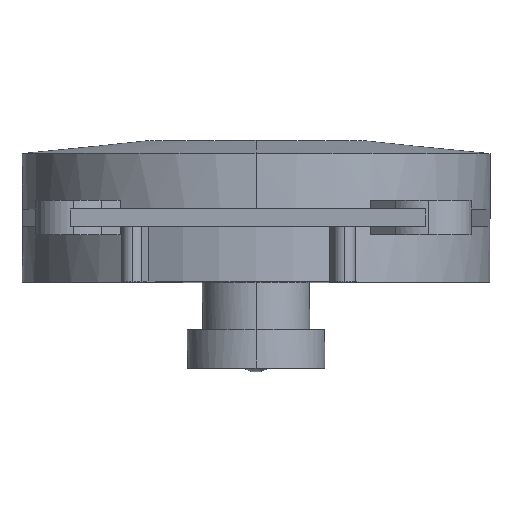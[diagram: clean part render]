
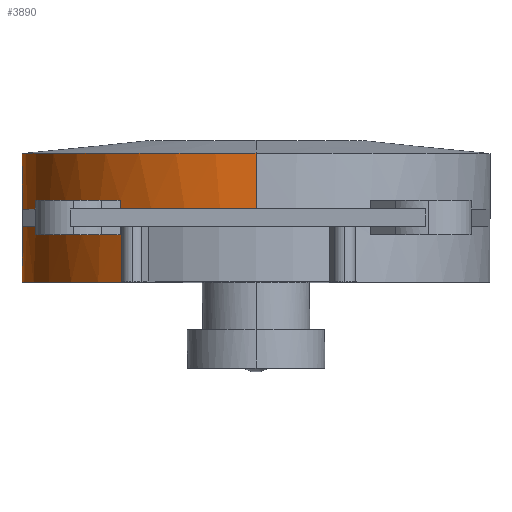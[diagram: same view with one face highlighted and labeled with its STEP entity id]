
A CAD part, top view. The second image highlights one B-rep face of the part: STEP entity #3890.
In plain terms, the highlighted cylindrical face has radius 54.5 mm (diameter 109 mm), a partial arc.
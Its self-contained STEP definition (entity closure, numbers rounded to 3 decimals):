
#11 = EDGE_CURVE ( 'NONE', #3651, #5945, #5000, .T. ) ;
#81 = FACE_OUTER_BOUND ( 'NONE', #528, .T. ) ;
#163 = AXIS2_PLACEMENT_3D ( 'NONE', #1872, #6629, #290 ) ;
#198 = DIRECTION ( 'NONE',  ( 0., 0., 1. ) ) ;
#240 = AXIS2_PLACEMENT_3D ( 'NONE', #1516, #943, #2564 ) ;
#277 = EDGE_CURVE ( 'NONE', #3402, #833, #4834, .T. ) ;
#290 = DIRECTION ( 'NONE',  ( 0., 0., 1. ) ) ;
#291 = VERTEX_POINT ( 'NONE', #5127 ) ;
#310 = AXIS2_PLACEMENT_3D ( 'NONE', #4462, #6606, #198 ) ;
#379 = DIRECTION ( 'NONE',  ( 0., -1., 0. ) ) ;
#491 = DIRECTION ( 'NONE',  ( 0., 1., 0. ) ) ;
#528 = EDGE_LOOP ( 'NONE', ( #2041, #4643, #4827, #4624, #5656, #5044, #5861, #1339, #6521, #3986, #6075, #3614, #5631, #3882, #975, #2663 ) ) ;
#604 = VECTOR ( 'NONE', #5660, 1000. ) ;
#624 = EDGE_CURVE ( 'NONE', #6626, #5020, #3376, .T. ) ;
#628 = LINE ( 'NONE', #2114, #6195 ) ;
#721 = DIRECTION ( 'NONE',  ( 0., 1., 0. ) ) ;
#833 = VERTEX_POINT ( 'NONE', #4948 ) ;
#873 = DIRECTION ( 'NONE',  ( 0., 1., 0. ) ) ;
#897 = CARTESIAN_POINT ( 'NONE',  ( 0., -38.7, 0. ) ) ;
#943 = DIRECTION ( 'NONE',  ( 0., 1., 0. ) ) ;
#975 = ORIENTED_EDGE ( 'NONE', *, *, #4679, .T. ) ;
#976 = DIRECTION ( 'NONE',  ( 0., 0., 1. ) ) ;
#1001 = AXIS2_PLACEMENT_3D ( 'NONE', #3587, #4715, #976 ) ;
#1065 = CARTESIAN_POINT ( 'NONE',  ( 0., 2., 54.5 ) ) ;
#1240 = CARTESIAN_POINT ( 'NONE',  ( 0., -38.7, 54.5 ) ) ;
#1258 = VECTOR ( 'NONE', #2880, 1000. ) ;
#1282 = EDGE_CURVE ( 'NONE', #2998, #3651, #5186, .T. ) ;
#1333 = VERTEX_POINT ( 'NONE', #5246 ) ;
#1339 = ORIENTED_EDGE ( 'NONE', *, *, #11, .T. ) ;
#1341 = EDGE_CURVE ( 'NONE', #833, #1333, #2304, .T. ) ;
#1351 = CARTESIAN_POINT ( 'NONE',  ( -54.345, 2., 4.103 ) ) ;
#1396 = EDGE_CURVE ( 'NONE', #5020, #3402, #5200, .T. ) ;
#1447 = CARTESIAN_POINT ( 'NONE',  ( -44.372, -38.7, 31.644 ) ) ;
#1516 = CARTESIAN_POINT ( 'NONE',  ( 0., 2., 0. ) ) ;
#1625 = VECTOR ( 'NONE', #379, 1000. ) ;
#1629 = CARTESIAN_POINT ( 'NONE',  ( -54.345, -38.7, 4.103 ) ) ;
#1658 = LINE ( 'NONE', #1629, #4165 ) ;
#1659 = EDGE_CURVE ( 'NONE', #4755, #2062, #4041, .T. ) ;
#1835 = LINE ( 'NONE', #3227, #3586 ) ;
#1872 = CARTESIAN_POINT ( 'NONE',  ( 0., -2., 0. ) ) ;
#2002 = VERTEX_POINT ( 'NONE', #5359 ) ;
#2003 = DIRECTION ( 'NONE',  ( 0., 0., 1. ) ) ;
#2041 = ORIENTED_EDGE ( 'NONE', *, *, #2468, .F. ) ;
#2061 = CARTESIAN_POINT ( 'NONE',  ( -31.644, -38.7, 44.372 ) ) ;
#2062 = VERTEX_POINT ( 'NONE', #4912 ) ;
#2114 = CARTESIAN_POINT ( 'NONE',  ( -31.644, -38.7, 44.372 ) ) ;
#2122 = CIRCLE ( 'NONE', #4873, 54.5 ) ;
#2162 = EDGE_CURVE ( 'NONE', #3071, #2002, #6666, .T. ) ;
#2182 = CIRCLE ( 'NONE', #2613, 54.5 ) ;
#2201 = LINE ( 'NONE', #1447, #604 ) ;
#2304 = LINE ( 'NONE', #2061, #1625 ) ;
#2448 = LINE ( 'NONE', #1240, #2959 ) ;
#2468 = EDGE_CURVE ( 'NONE', #6626, #5452, #1835, .T. ) ;
#2520 = EDGE_CURVE ( 'NONE', #5945, #3071, #1658, .T. ) ;
#2554 = VECTOR ( 'NONE', #4749, 1000. ) ;
#2564 = DIRECTION ( 'NONE',  ( 0., 0., 1. ) ) ;
#2613 = AXIS2_PLACEMENT_3D ( 'NONE', #4326, #4825, #3705 ) ;
#2642 = CARTESIAN_POINT ( 'NONE',  ( 0., 4., 0. ) ) ;
#2663 = ORIENTED_EDGE ( 'NONE', *, *, #6038, .T. ) ;
#2683 = DIRECTION ( 'NONE',  ( 0., 0., 1. ) ) ;
#2707 = CARTESIAN_POINT ( 'NONE',  ( -29.331, -15., 45.934 ) ) ;
#2756 = CYLINDRICAL_SURFACE ( 'NONE', #5066, 54.5 ) ;
#2880 = DIRECTION ( 'NONE',  ( 0., 1., 0. ) ) ;
#2926 = EDGE_CURVE ( 'NONE', #1333, #2998, #2122, .T. ) ;
#2959 = VECTOR ( 'NONE', #721, 1000. ) ;
#2998 = VERTEX_POINT ( 'NONE', #5099 ) ;
#3071 = VERTEX_POINT ( 'NONE', #1351 ) ;
#3122 = AXIS2_PLACEMENT_3D ( 'NONE', #2642, #4186, #2683 ) ;
#3227 = CARTESIAN_POINT ( 'NONE',  ( 0., -38.7, -54.5 ) ) ;
#3318 = DIRECTION ( 'NONE',  ( 0., 0., 1. ) ) ;
#3344 = DIRECTION ( 'NONE',  ( 0., -1., 0. ) ) ;
#3376 = CIRCLE ( 'NONE', #1001, 54.5 ) ;
#3402 = VERTEX_POINT ( 'NONE', #6113 ) ;
#3586 = VECTOR ( 'NONE', #5290, 1000. ) ;
#3587 = CARTESIAN_POINT ( 'NONE',  ( 0., -15., 0. ) ) ;
#3614 = ORIENTED_EDGE ( 'NONE', *, *, #1659, .T. ) ;
#3651 = VERTEX_POINT ( 'NONE', #5319 ) ;
#3705 = DIRECTION ( 'NONE',  ( 0., 0., 1. ) ) ;
#3882 = ORIENTED_EDGE ( 'NONE', *, *, #5953, .T. ) ;
#3890 = ADVANCED_FACE ( 'NONE', ( #81 ), #2756, .T. ) ;
#3959 = DIRECTION ( 'NONE',  ( 0., 0., 1. ) ) ;
#3986 = ORIENTED_EDGE ( 'NONE', *, *, #2162, .T. ) ;
#4041 = CIRCLE ( 'NONE', #3122, 54.5 ) ;
#4079 = AXIS2_PLACEMENT_3D ( 'NONE', #4300, #3344, #3318 ) ;
#4165 = VECTOR ( 'NONE', #491, 1000. ) ;
#4186 = DIRECTION ( 'NONE',  ( 0., 1., 0. ) ) ;
#4246 = DIRECTION ( 'NONE',  ( 0., -1., 0. ) ) ;
#4288 = VERTEX_POINT ( 'NONE', #6687 ) ;
#4300 = CARTESIAN_POINT ( 'NONE',  ( 0., -2., 0. ) ) ;
#4306 = CARTESIAN_POINT ( 'NONE',  ( 0., 15., -54.5 ) ) ;
#4326 = CARTESIAN_POINT ( 'NONE',  ( 0., 15., 0. ) ) ;
#4380 = CARTESIAN_POINT ( 'NONE',  ( 0., -4., 0. ) ) ;
#4462 = CARTESIAN_POINT ( 'NONE',  ( 0., 2., 0. ) ) ;
#4624 = ORIENTED_EDGE ( 'NONE', *, *, #277, .T. ) ;
#4643 = ORIENTED_EDGE ( 'NONE', *, *, #624, .T. ) ;
#4679 = EDGE_CURVE ( 'NONE', #5413, #291, #2448, .T. ) ;
#4715 = DIRECTION ( 'NONE',  ( 0., 1., 0. ) ) ;
#4749 = DIRECTION ( 'NONE',  ( 0., 1., 0. ) ) ;
#4755 = VERTEX_POINT ( 'NONE', #6226 ) ;
#4770 = EDGE_CURVE ( 'NONE', #2002, #4755, #2201, .T. ) ;
#4825 = DIRECTION ( 'NONE',  ( 0., -1., 0. ) ) ;
#4827 = ORIENTED_EDGE ( 'NONE', *, *, #1396, .T. ) ;
#4834 = CIRCLE ( 'NONE', #4079, 54.5 ) ;
#4873 = AXIS2_PLACEMENT_3D ( 'NONE', #4380, #5069, #3959 ) ;
#4912 = CARTESIAN_POINT ( 'NONE',  ( -31.644, 4., 44.372 ) ) ;
#4948 = CARTESIAN_POINT ( 'NONE',  ( -31.644, -2., 44.372 ) ) ;
#5000 = CIRCLE ( 'NONE', #163, 54.5 ) ;
#5020 = VERTEX_POINT ( 'NONE', #5461 ) ;
#5044 = ORIENTED_EDGE ( 'NONE', *, *, #2926, .T. ) ;
#5066 = AXIS2_PLACEMENT_3D ( 'NONE', #897, #873, #2003 ) ;
#5069 = DIRECTION ( 'NONE',  ( 0., -1., 0. ) ) ;
#5099 = CARTESIAN_POINT ( 'NONE',  ( -44.372, -4., 31.644 ) ) ;
#5127 = CARTESIAN_POINT ( 'NONE',  ( 0., 15., 54.5 ) ) ;
#5186 = LINE ( 'NONE', #5489, #1258 ) ;
#5200 = LINE ( 'NONE', #2707, #2554 ) ;
#5246 = CARTESIAN_POINT ( 'NONE',  ( -31.644, -4., 44.372 ) ) ;
#5290 = DIRECTION ( 'NONE',  ( 0., 1., 0. ) ) ;
#5319 = CARTESIAN_POINT ( 'NONE',  ( -44.372, -2., 31.644 ) ) ;
#5359 = CARTESIAN_POINT ( 'NONE',  ( -44.372, 2., 31.644 ) ) ;
#5413 = VERTEX_POINT ( 'NONE', #1065 ) ;
#5452 = VERTEX_POINT ( 'NONE', #4306 ) ;
#5461 = CARTESIAN_POINT ( 'NONE',  ( -29.331, -15., 45.934 ) ) ;
#5489 = CARTESIAN_POINT ( 'NONE',  ( -44.372, -38.7, 31.644 ) ) ;
#5631 = ORIENTED_EDGE ( 'NONE', *, *, #6730, .T. ) ;
#5656 = ORIENTED_EDGE ( 'NONE', *, *, #1341, .T. ) ;
#5660 = DIRECTION ( 'NONE',  ( 0., 1., 0. ) ) ;
#5705 = CARTESIAN_POINT ( 'NONE',  ( -54.345, -2., 4.103 ) ) ;
#5783 = CARTESIAN_POINT ( 'NONE',  ( 0., -15., -54.5 ) ) ;
#5861 = ORIENTED_EDGE ( 'NONE', *, *, #1282, .T. ) ;
#5945 = VERTEX_POINT ( 'NONE', #5705 ) ;
#5953 = EDGE_CURVE ( 'NONE', #4288, #5413, #6404, .T. ) ;
#6038 = EDGE_CURVE ( 'NONE', #291, #5452, #2182, .T. ) ;
#6075 = ORIENTED_EDGE ( 'NONE', *, *, #4770, .T. ) ;
#6113 = CARTESIAN_POINT ( 'NONE',  ( -29.331, -2., 45.934 ) ) ;
#6195 = VECTOR ( 'NONE', #4246, 1000. ) ;
#6226 = CARTESIAN_POINT ( 'NONE',  ( -44.372, 4., 31.644 ) ) ;
#6404 = CIRCLE ( 'NONE', #240, 54.5 ) ;
#6521 = ORIENTED_EDGE ( 'NONE', *, *, #2520, .T. ) ;
#6606 = DIRECTION ( 'NONE',  ( 0., 1., 0. ) ) ;
#6626 = VERTEX_POINT ( 'NONE', #5783 ) ;
#6629 = DIRECTION ( 'NONE',  ( 0., -1., 0. ) ) ;
#6666 = CIRCLE ( 'NONE', #310, 54.5 ) ;
#6687 = CARTESIAN_POINT ( 'NONE',  ( -31.644, 2., 44.372 ) ) ;
#6730 = EDGE_CURVE ( 'NONE', #2062, #4288, #628, .T. ) ;
